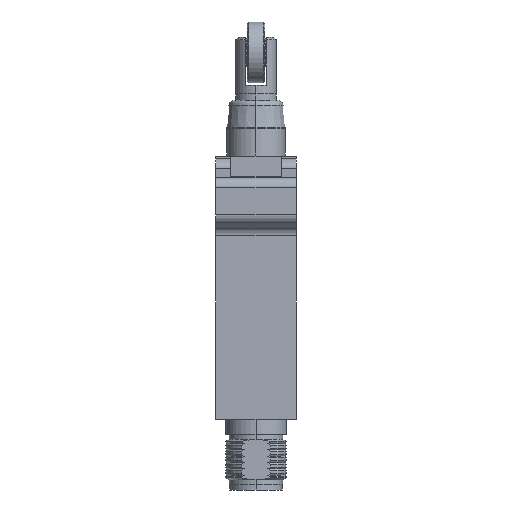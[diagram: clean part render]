
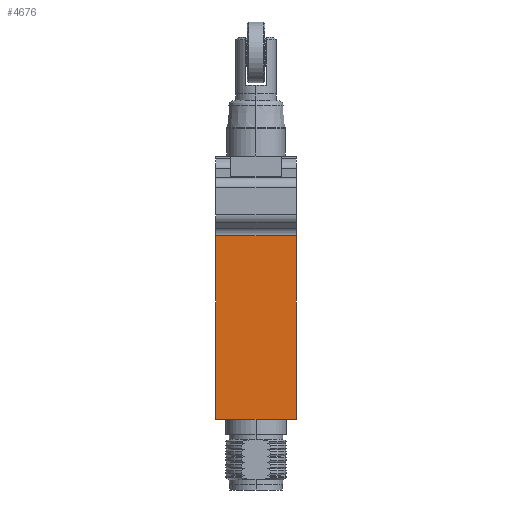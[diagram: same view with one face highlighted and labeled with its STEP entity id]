
A CAD part, left-side view. The second image highlights one B-rep face of the part: STEP entity #4676.
In plain terms, the highlighted planar face has unit normal (-1, 0, 0).
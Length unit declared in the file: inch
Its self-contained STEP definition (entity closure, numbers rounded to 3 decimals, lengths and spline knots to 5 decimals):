
#64 = CARTESIAN_POINT ( 'NONE',  ( -0.59055, -0.62992, -1.69291 ) ) ;
#253 = AXIS2_PLACEMENT_3D ( 'NONE', #64, #2712, #2689 ) ;
#260 = CARTESIAN_POINT ( 'NONE',  ( -0.59055, 0., -0.26687 ) ) ;
#429 = VECTOR ( 'NONE', #1927, 39.37008 ) ;
#825 = CARTESIAN_POINT ( 'NONE',  ( -0.59055, -0.62992, -1.69291 ) ) ;
#1039 = VECTOR ( 'NONE', #6793, 39.37008 ) ;
#1049 = ORIENTED_EDGE ( 'NONE', *, *, #4099, .F. ) ;
#1241 = DIRECTION ( 'NONE',  ( 0., 0., -1. ) ) ;
#1383 = ORIENTED_EDGE ( 'NONE', *, *, #8674, .T. ) ;
#1571 = LINE ( 'NONE', #3337, #1039 ) ;
#1675 = EDGE_LOOP ( 'NONE', ( #1049, #1383, #2864, #5569 ) ) ;
#1709 = CARTESIAN_POINT ( 'NONE',  ( -0.59055, 0., -1.69291 ) ) ;
#1731 = FACE_OUTER_BOUND ( 'NONE', #1675, .T. ) ;
#1927 = DIRECTION ( 'NONE',  ( 0., 1., 0. ) ) ;
#1930 = CARTESIAN_POINT ( 'NONE',  ( -0.59055, -0.62992, -1.69291 ) ) ;
#2106 = EDGE_CURVE ( 'NONE', #4431, #7684, #1571, .T. ) ;
#2689 = DIRECTION ( 'NONE',  ( 0., 0., 1. ) ) ;
#2712 = DIRECTION ( 'NONE',  ( -1., 0., 0. ) ) ;
#2716 = VERTEX_POINT ( 'NONE', #4237 ) ;
#2864 = ORIENTED_EDGE ( 'NONE', *, *, #6214, .T. ) ;
#3146 = VERTEX_POINT ( 'NONE', #260 ) ;
#3287 = VECTOR ( 'NONE', #5262, 39.37008 ) ;
#3337 = CARTESIAN_POINT ( 'NONE',  ( -0.59055, -0.31496, -1.69291 ) ) ;
#4099 = EDGE_CURVE ( 'NONE', #2716, #7684, #7408, .T. ) ;
#4237 = CARTESIAN_POINT ( 'NONE',  ( -0.59055, -0.62992, -0.26687 ) ) ;
#4431 = VERTEX_POINT ( 'NONE', #1709 ) ;
#4676 = ADVANCED_FACE ( 'NONE', ( #1731 ), #6852, .T. ) ;
#5262 = DIRECTION ( 'NONE',  ( 0., 0., -1. ) ) ;
#5569 = ORIENTED_EDGE ( 'NONE', *, *, #2106, .T. ) ;
#6214 = EDGE_CURVE ( 'NONE', #3146, #4431, #6976, .T. ) ;
#6548 = VECTOR ( 'NONE', #1241, 39.37008 ) ;
#6793 = DIRECTION ( 'NONE',  ( 0., -1., 0. ) ) ;
#6852 = PLANE ( 'NONE',  #253 ) ;
#6976 = LINE ( 'NONE', #7283, #3287 ) ;
#7283 = CARTESIAN_POINT ( 'NONE',  ( -0.59055, 0., -1.69291 ) ) ;
#7345 = CARTESIAN_POINT ( 'NONE',  ( -0.59055, -0.62992, -0.26687 ) ) ;
#7408 = LINE ( 'NONE', #1930, #6548 ) ;
#7684 = VERTEX_POINT ( 'NONE', #825 ) ;
#7758 = LINE ( 'NONE', #7345, #429 ) ;
#8674 = EDGE_CURVE ( 'NONE', #2716, #3146, #7758, .T. ) ;
